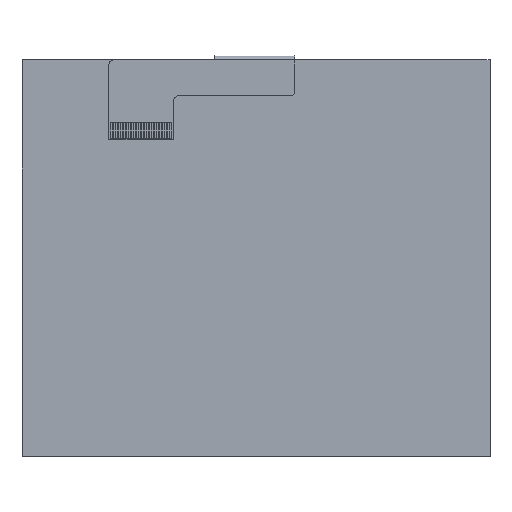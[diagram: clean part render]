
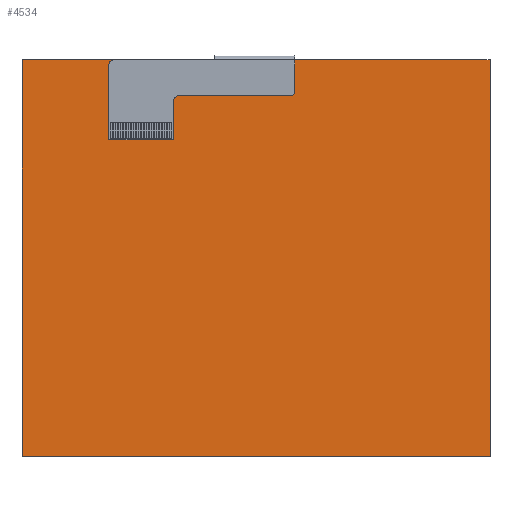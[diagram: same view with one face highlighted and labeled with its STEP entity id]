
A CAD part, front view. The second image highlights one B-rep face of the part: STEP entity #4534.
In plain terms, the highlighted planar face has unit normal (0, -1, 0).
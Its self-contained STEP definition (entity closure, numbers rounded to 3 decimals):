
#259=PLANE('',#4836);
#638=FACE_OUTER_BOUND('',#920,.T.);
#920=EDGE_LOOP('',(#3844,#3845,#3846,#3847));
#1384=LINE('',#6859,#1887);
#1385=LINE('',#6861,#1888);
#1386=LINE('',#6863,#1889);
#1387=LINE('',#6864,#1890);
#1887=VECTOR('',#5662,10.);
#1888=VECTOR('',#5663,1000.);
#1889=VECTOR('',#5664,10.);
#1890=VECTOR('',#5665,1000.);
#2359=VERTEX_POINT('',#6857);
#2360=VERTEX_POINT('',#6858);
#2361=VERTEX_POINT('',#6860);
#2362=VERTEX_POINT('',#6862);
#2883=EDGE_CURVE('',#2359,#2360,#1384,.T.);
#2884=EDGE_CURVE('',#2359,#2361,#1385,.T.);
#2885=EDGE_CURVE('',#2361,#2362,#1386,.T.);
#2886=EDGE_CURVE('',#2360,#2362,#1387,.T.);
#3844=ORIENTED_EDGE('',*,*,#2883,.F.);
#3845=ORIENTED_EDGE('',*,*,#2884,.T.);
#3846=ORIENTED_EDGE('',*,*,#2885,.T.);
#3847=ORIENTED_EDGE('',*,*,#2886,.F.);
#4534=ADVANCED_FACE('',(#638),#259,.T.);
#4836=AXIS2_PLACEMENT_3D('',#6856,#5660,#5661);
#5660=DIRECTION('center_axis',(0.,-1.,0.));
#5661=DIRECTION('ref_axis',(0.,0.,1.));
#5662=DIRECTION('',(1.,0.,0.));
#5663=DIRECTION('',(0.,0.,-1.));
#5664=DIRECTION('',(1.,0.,0.));
#5665=DIRECTION('',(0.,0.,-1.));
#6856=CARTESIAN_POINT('Origin',(0.,0.,0.));
#6857=CARTESIAN_POINT('',(-45.5,0.,39.535));
#6858=CARTESIAN_POINT('',(45.5,0.,39.535));
#6859=CARTESIAN_POINT('',(8.5,0.,39.535));
#6860=CARTESIAN_POINT('',(-45.5,0.,-37.535));
#6861=CARTESIAN_POINT('',(-45.5,0.,39.535));
#6862=CARTESIAN_POINT('',(45.5,0.,-37.535));
#6863=CARTESIAN_POINT('',(8.5,0.,-37.535));
#6864=CARTESIAN_POINT('',(45.5,0.,39.535));
